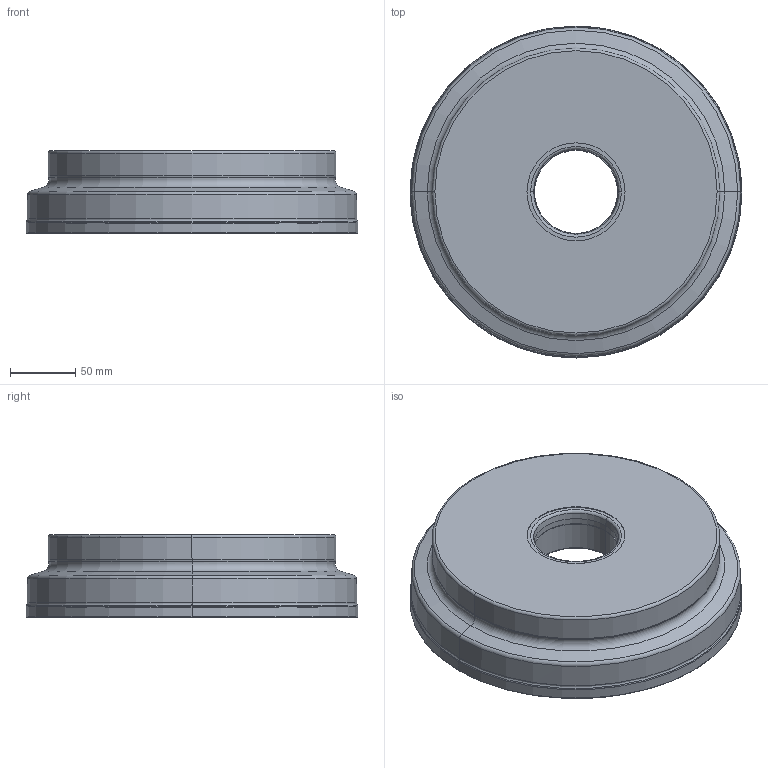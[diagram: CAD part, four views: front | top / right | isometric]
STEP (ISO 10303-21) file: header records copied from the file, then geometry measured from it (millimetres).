
FILE_DESCRIPTION(/* description */ (''),/* implementation_level */ '2;1');
FILE_NAME(/* name */ 'WWX400UR10_0012MN_IR0_016.stp',/* time_stamp */ '2021-02-02T08:24:54+09:00',/* author */ (''),/* organization */ (''),/* preprocessor_version */ 'ST-DEVELOPER v16',/* originating_system */ 'SIEMENS PLM Software NX 10.0',/* authorisation */ '');
FILE_SCHEMA (('AUTOMOTIVE_DESIGN { 1 0 10303 214 3 1 1 1 }'));
Length unit declared in the file: millimetre
Products named in the file (1): WWX400UR10_0012MN_IR0_016_ASM
Bounding box: 254 x 254 x 63.5 mm (x, y, z)
Volume: 1993282.9 mm3; surface area: 190479.1 mm2
Topology: 2 solids, 2 shells, 125 faces, 320 edges, 243 vertices
Faces by surface type: torus 52, revolution 28, bspline 16, cylinder 14, cone 8, plane 7
Entity records: 5211 total; most frequent: CARTESIAN_POINT 1963, DIRECTION 728, ORIENTED_EDGE 564, AXIS2_PLACEMENT_3D 338, EDGE_CURVE 282, CIRCLE 246, VERTEX_POINT 164, EDGE_LOOP 132
